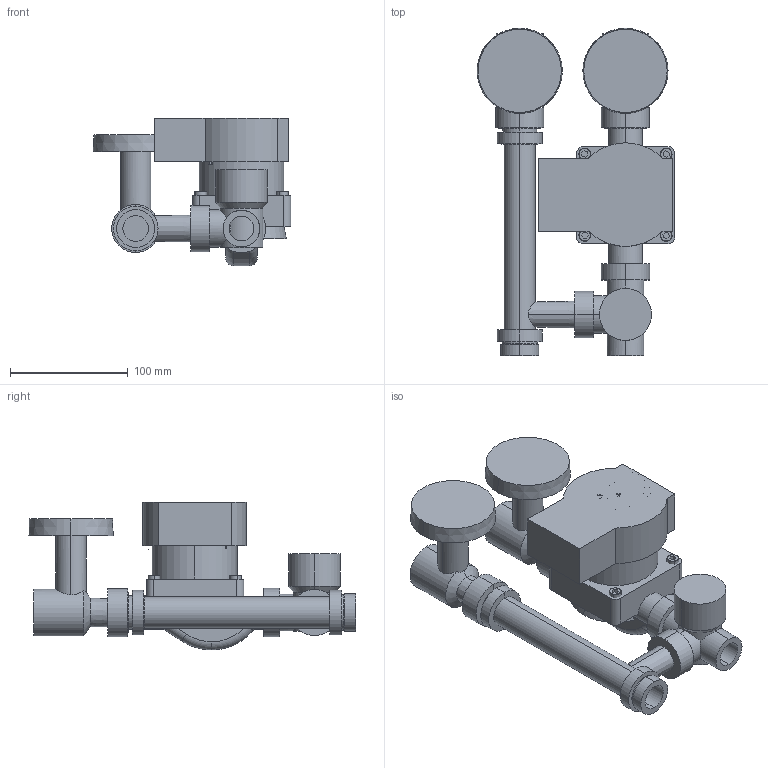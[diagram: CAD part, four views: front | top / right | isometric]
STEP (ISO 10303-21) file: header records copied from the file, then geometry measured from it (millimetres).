
FILE_DESCRIPTION (( 'STEP AP214' ), '1' );
FILE_NAME ('GRA394 61045800.STEP', '2024-01-24T14:11:31', ( '' ), ( '' ), 'SwSTEP 2.0', 'SolidWorks 2023', '' );
FILE_SCHEMA (( 'AUTOMOTIVE_DESIGN' ));
Length unit declared in the file: millimetre
Products named in the file (1): GRA394 61045800
Bounding box: 168.28 x 278.43 x 125.83 mm (x, y, z)
Surface area: 174418.3 mm2 (no closed solid volume)
Topology: 0 solids, 27 shells, 442 faces, 1053 edges, 684 vertices
Faces by surface type: plane 231, cylinder 141, cone 33, torus 24, bspline 13
Entity records: 17531 total; most frequent: CARTESIAN_POINT 3398, DIRECTION 2143, ORIENTED_EDGE 2094, EDGE_CURVE 1051, AXIS2_PLACEMENT_3D 758, VERTEX_POINT 684, VECTOR 627, LINE 627
